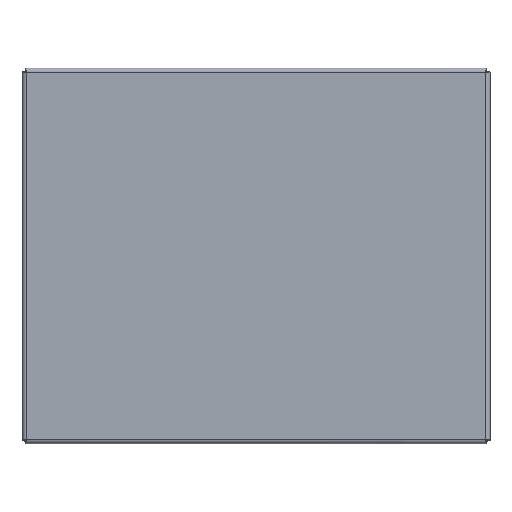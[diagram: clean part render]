
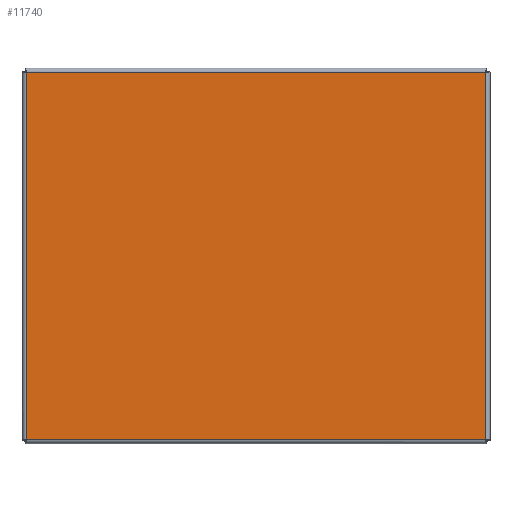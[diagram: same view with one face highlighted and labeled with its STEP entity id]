
A CAD part, top view. The second image highlights one B-rep face of the part: STEP entity #11740.
In plain terms, the highlighted planar face has unit normal (0, 0, 1).
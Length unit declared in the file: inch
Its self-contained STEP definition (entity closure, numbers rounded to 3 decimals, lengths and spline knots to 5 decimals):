
#533 = CARTESIAN_POINT ( 'NONE',  ( 2.57605, 0.0896, 0.074 ) ) ;
#788 = CARTESIAN_POINT ( 'NONE',  ( 10.0354, 2.07605, 0.074 ) ) ;
#1594 = VECTOR ( 'NONE', #2269, 39.37008 ) ;
#1871 = EDGE_CURVE ( 'NONE', #2855, #3609, #6285, .T. ) ;
#1946 = LINE ( 'NONE', #533, #11716 ) ;
#2269 = DIRECTION ( 'NONE',  ( 0., -1., 0. ) ) ;
#2855 = VERTEX_POINT ( 'NONE', #5263 ) ;
#3609 = VERTEX_POINT ( 'NONE', #7872 ) ;
#3764 = VECTOR ( 'NONE', #6850, 39.37008 ) ;
#4032 = LINE ( 'NONE', #6011, #1594 ) ;
#4618 = CARTESIAN_POINT ( 'NONE',  ( 5.0625, 4.0625, 0.074 ) ) ;
#4954 = EDGE_CURVE ( 'NONE', #3609, #5782, #4032, .T. ) ;
#5263 = CARTESIAN_POINT ( 'NONE',  ( 10.0354, 8.0354, 0.074 ) ) ;
#5302 = ORIENTED_EDGE ( 'NONE', *, *, #7178, .T. ) ;
#5578 = DIRECTION ( 'NONE',  ( 1., 0., 0. ) ) ;
#5668 = CARTESIAN_POINT ( 'NONE',  ( 10.0354, 0.0896, 0.074 ) ) ;
#5681 = CARTESIAN_POINT ( 'NONE',  ( 0.0896, 0.0896, 0.074 ) ) ;
#5782 = VERTEX_POINT ( 'NONE', #5681 ) ;
#6011 = CARTESIAN_POINT ( 'NONE',  ( 0.0896, 6.04895, 0.074 ) ) ;
#6285 = LINE ( 'NONE', #6873, #3764 ) ;
#6473 = VECTOR ( 'NONE', #7298, 39.37008 ) ;
#6850 = DIRECTION ( 'NONE',  ( -1., 0., 0. ) ) ;
#6873 = CARTESIAN_POINT ( 'NONE',  ( 7.54895, 8.0354, 0.074 ) ) ;
#7178 = EDGE_CURVE ( 'NONE', #5782, #9783, #1946, .T. ) ;
#7298 = DIRECTION ( 'NONE',  ( 0., 1., 0. ) ) ;
#7587 = ORIENTED_EDGE ( 'NONE', *, *, #1871, .T. ) ;
#7667 = EDGE_LOOP ( 'NONE', ( #8905, #7587, #10931, #5302 ) ) ;
#7872 = CARTESIAN_POINT ( 'NONE',  ( 0.0896, 8.0354, 0.074 ) ) ;
#8905 = ORIENTED_EDGE ( 'NONE', *, *, #10297, .T. ) ;
#9783 = VERTEX_POINT ( 'NONE', #5668 ) ;
#9941 = DIRECTION ( 'NONE',  ( 1., 0., 0. ) ) ;
#10297 = EDGE_CURVE ( 'NONE', #9783, #2855, #11591, .T. ) ;
#10313 = PLANE ( 'NONE',  #11332 ) ;
#10931 = ORIENTED_EDGE ( 'NONE', *, *, #4954, .T. ) ;
#11328 = DIRECTION ( 'NONE',  ( 0., 0., 1. ) ) ;
#11332 = AXIS2_PLACEMENT_3D ( 'NONE', #4618, #11328, #5578 ) ;
#11591 = LINE ( 'NONE', #788, #6473 ) ;
#11652 = FACE_OUTER_BOUND ( 'NONE', #7667, .T. ) ;
#11716 = VECTOR ( 'NONE', #9941, 39.37008 ) ;
#11740 = ADVANCED_FACE ( 'NONE', ( #11652 ), #10313, .T. ) ;
